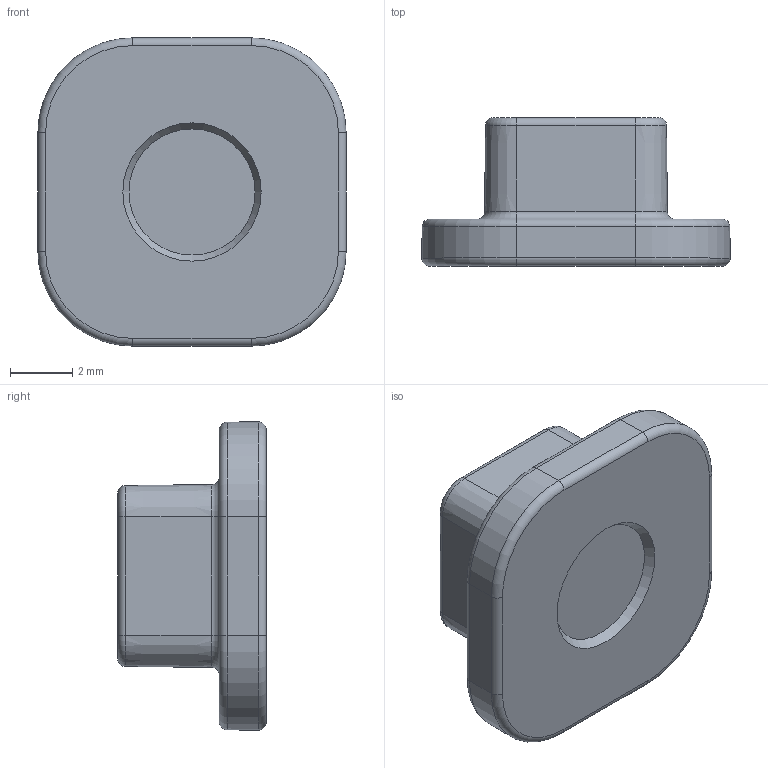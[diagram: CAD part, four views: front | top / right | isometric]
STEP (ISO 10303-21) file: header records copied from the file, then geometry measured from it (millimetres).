
FILE_DESCRIPTION(/* description */ (''),/* implementation_level */ '2;1');
FILE_NAME(/* name */ 'Start.step',/* time_stamp */ '2024-02-13T22:06:03+09:00',/* author */ (''),/* organization */ (''),/* preprocessor_version */ 'ST-DEVELOPER v20',/* originating_system */ 'Autodesk Translation Framework v12.20.1.177',/* authorisation */ '');
FILE_SCHEMA (('AUTOMOTIVE_DESIGN { 1 0 10303 214 3 1 1 }'));
Length unit declared in the file: millimetre
Products named in the file (1): Select_Button_1
Bounding box: 9.88 x 4.75 x 9.88 mm (x, y, z)
Volume: 237 mm3; surface area: 289.8 mm2
Topology: 1 solids, 1 shells, 53 faces, 115 edges, 66 vertices
Faces by surface type: torus 16, cylinder 16, plane 12, cone 9
Entity records: 1479 total; most frequent: DIRECTION 289, CARTESIAN_POINT 235, ORIENTED_EDGE 230, AXIS2_PLACEMENT_3D 120, EDGE_CURVE 115, CIRCLE 66, VERTEX_POINT 66, EDGE_LOOP 55
